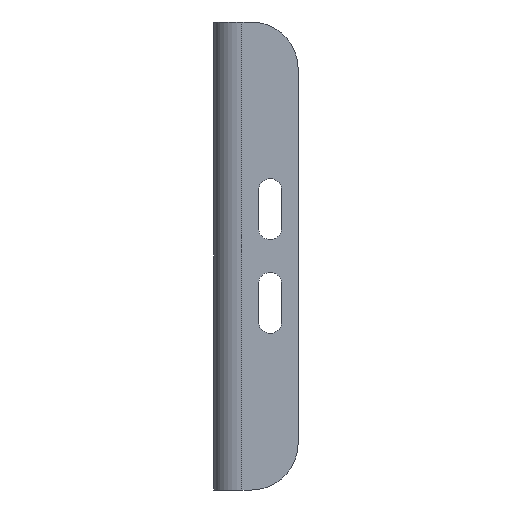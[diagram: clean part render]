
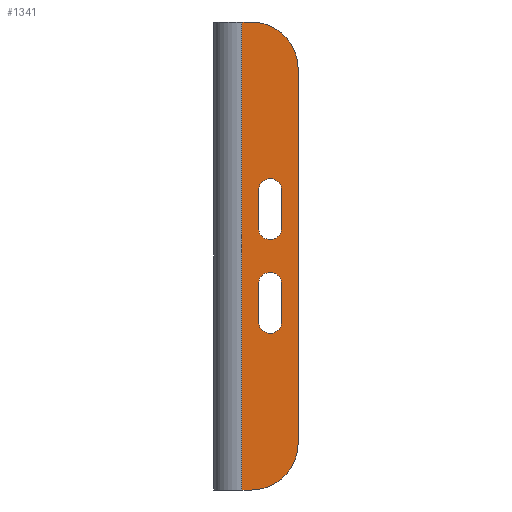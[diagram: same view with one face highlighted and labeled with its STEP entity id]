
A CAD part, left-side view. The second image highlights one B-rep face of the part: STEP entity #1341.
In plain terms, the highlighted planar face has unit normal (-1, 0, 0).
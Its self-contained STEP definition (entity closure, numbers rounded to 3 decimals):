
#3 = ORIENTED_EDGE ( 'NONE', *, *, #1075, .T. ) ;
#10 = VERTEX_POINT ( 'NONE', #1713 ) ;
#13 = VERTEX_POINT ( 'NONE', #228 ) ;
#15 = CIRCLE ( 'NONE', #500, 2.5 ) ;
#18 = AXIS2_PLACEMENT_3D ( 'NONE', #1451, #1281, #880 ) ;
#19 = ORIENTED_EDGE ( 'NONE', *, *, #85, .F. ) ;
#33 = CARTESIAN_POINT ( 'NONE',  ( -85.5, 8.5, 14. ) ) ;
#63 = VERTEX_POINT ( 'NONE', #1272 ) ;
#75 = EDGE_CURVE ( 'NONE', #569, #473, #1679, .T. ) ;
#77 = ORIENTED_EDGE ( 'NONE', *, *, #1686, .T. ) ;
#81 = FACE_OUTER_BOUND ( 'NONE', #129, .T. ) ;
#83 = CIRCLE ( 'NONE', #782, 2.5 ) ;
#85 = EDGE_CURVE ( 'NONE', #13, #349, #1392, .T. ) ;
#90 = ORIENTED_EDGE ( 'NONE', *, *, #1580, .T. ) ;
#103 = EDGE_LOOP ( 'NONE', ( #725, #90, #1442, #1427, #883 ) ) ;
#115 = LINE ( 'NONE', #1307, #1783 ) ;
#129 = EDGE_LOOP ( 'NONE', ( #19, #1702, #207, #1360, #77, #168 ) ) ;
#133 = EDGE_CURVE ( 'NONE', #1193, #1928, #402, .T. ) ;
#135 = CARTESIAN_POINT ( 'NONE',  ( -85.5, 3.5, -6. ) ) ;
#137 = DIRECTION ( 'NONE',  ( 0., 0., -1. ) ) ;
#165 = CARTESIAN_POINT ( 'NONE',  ( -85.5, 10., 50. ) ) ;
#166 = CIRCLE ( 'NONE', #1261, 2.5 ) ;
#168 = ORIENTED_EDGE ( 'NONE', *, *, #233, .T. ) ;
#188 = VERTEX_POINT ( 'NONE', #568 ) ;
#207 = ORIENTED_EDGE ( 'NONE', *, *, #1607, .F. ) ;
#210 = DIRECTION ( 'NONE',  ( 0., 0., -1. ) ) ;
#218 = LINE ( 'NONE', #1862, #1120 ) ;
#222 = EDGE_CURVE ( 'NONE', #1339, #1286, #576, .T. ) ;
#228 = CARTESIAN_POINT ( 'NONE',  ( -85.5, 0., 40. ) ) ;
#233 = EDGE_CURVE ( 'NONE', #10, #349, #360, .T. ) ;
#237 = CARTESIAN_POINT ( 'NONE',  ( -85.5, 10., -40. ) ) ;
#255 = DIRECTION ( 'NONE',  ( -1., 0., 0. ) ) ;
#272 = DIRECTION ( 'NONE',  ( 0., 0., -1. ) ) ;
#279 = ORIENTED_EDGE ( 'NONE', *, *, #133, .T. ) ;
#307 = DIRECTION ( 'NONE',  ( 0., -1., 0. ) ) ;
#335 = AXIS2_PLACEMENT_3D ( 'NONE', #1468, #1155, #418 ) ;
#336 = DIRECTION ( 'NONE',  ( 0., 0., 1. ) ) ;
#349 = VERTEX_POINT ( 'NONE', #1627 ) ;
#354 = CARTESIAN_POINT ( 'NONE',  ( -85.5, 8.5, -14. ) ) ;
#360 = CIRCLE ( 'NONE', #1481, 10. ) ;
#365 = VERTEX_POINT ( 'NONE', #135 ) ;
#381 = FACE_BOUND ( 'NONE', #103, .T. ) ;
#402 = CIRCLE ( 'NONE', #335, 2.5 ) ;
#414 = CARTESIAN_POINT ( 'NONE',  ( -85.5, 3.5, -14. ) ) ;
#418 = DIRECTION ( 'NONE',  ( 0., 0., 1. ) ) ;
#450 = CARTESIAN_POINT ( 'NONE',  ( -85.5, 15., 50. ) ) ;
#458 = CARTESIAN_POINT ( 'NONE',  ( -85.5, 8.5, -6. ) ) ;
#469 = EDGE_CURVE ( 'NONE', #1928, #1598, #1562, .T. ) ;
#473 = VERTEX_POINT ( 'NONE', #33 ) ;
#479 = VECTOR ( 'NONE', #1116, 1000. ) ;
#499 = DIRECTION ( 'NONE',  ( 0., -1., 0. ) ) ;
#500 = AXIS2_PLACEMENT_3D ( 'NONE', #1831, #1651, #1190 ) ;
#504 = EDGE_CURVE ( 'NONE', #972, #63, #1240, .T. ) ;
#524 = CARTESIAN_POINT ( 'NONE',  ( -85.5, 12., 50. ) ) ;
#532 = VECTOR ( 'NONE', #336, 1000. ) ;
#541 = AXIS2_PLACEMENT_3D ( 'NONE', #1797, #1043, #1656 ) ;
#568 = CARTESIAN_POINT ( 'NONE',  ( -85.5, 6., 3.5 ) ) ;
#569 = VERTEX_POINT ( 'NONE', #1614 ) ;
#573 = VECTOR ( 'NONE', #798, 1000. ) ;
#576 = LINE ( 'NONE', #1457, #991 ) ;
#603 = CARTESIAN_POINT ( 'NONE',  ( -85.5, 6., 6. ) ) ;
#645 = ORIENTED_EDGE ( 'NONE', *, *, #1418, .T. ) ;
#716 = EDGE_CURVE ( 'NONE', #13, #1048, #1858, .T. ) ;
#725 = ORIENTED_EDGE ( 'NONE', *, *, #75, .T. ) ;
#782 = AXIS2_PLACEMENT_3D ( 'NONE', #603, #1659, #137 ) ;
#798 = DIRECTION ( 'NONE',  ( 0., 0., 1. ) ) ;
#880 = DIRECTION ( 'NONE',  ( 0., 0., -1. ) ) ;
#883 = ORIENTED_EDGE ( 'NONE', *, *, #1533, .T. ) ;
#891 = CARTESIAN_POINT ( 'NONE',  ( -85.5, 12., 50. ) ) ;
#908 = ORIENTED_EDGE ( 'NONE', *, *, #1911, .T. ) ;
#909 = CARTESIAN_POINT ( 'NONE',  ( -85.5, 6., -16.5 ) ) ;
#949 = EDGE_LOOP ( 'NONE', ( #908, #645, #279, #1219, #3 ) ) ;
#950 = DIRECTION ( 'NONE',  ( 0., 0., -1. ) ) ;
#972 = VERTEX_POINT ( 'NONE', #891 ) ;
#981 = CARTESIAN_POINT ( 'NONE',  ( -85.5, 3.5, 14. ) ) ;
#991 = VECTOR ( 'NONE', #1288, 1000. ) ;
#1017 = DIRECTION ( 'NONE',  ( 1., 0., 0. ) ) ;
#1029 = VERTEX_POINT ( 'NONE', #414 ) ;
#1043 = DIRECTION ( 'NONE',  ( -1., 0., 0. ) ) ;
#1048 = VERTEX_POINT ( 'NONE', #165 ) ;
#1075 = EDGE_CURVE ( 'NONE', #1598, #365, #166, .T. ) ;
#1116 = DIRECTION ( 'NONE',  ( 0., 0., -1. ) ) ;
#1120 = VECTOR ( 'NONE', #499, 1000. ) ;
#1121 = CARTESIAN_POINT ( 'NONE',  ( -85.5, 8.5, 14. ) ) ;
#1155 = DIRECTION ( 'NONE',  ( 1., 0., 0. ) ) ;
#1190 = DIRECTION ( 'NONE',  ( 0., 0., -1. ) ) ;
#1191 = CARTESIAN_POINT ( 'NONE',  ( -85.5, 6., -6. ) ) ;
#1193 = VERTEX_POINT ( 'NONE', #909 ) ;
#1219 = ORIENTED_EDGE ( 'NONE', *, *, #469, .T. ) ;
#1234 = CARTESIAN_POINT ( 'NONE',  ( -85.5, 3.5, 6. ) ) ;
#1240 = LINE ( 'NONE', #524, #479 ) ;
#1256 = EDGE_CURVE ( 'NONE', #1286, #188, #1804, .T. ) ;
#1261 = AXIS2_PLACEMENT_3D ( 'NONE', #1191, #1512, #1522 ) ;
#1272 = CARTESIAN_POINT ( 'NONE',  ( -85.5, 12., -50. ) ) ;
#1275 = PLANE ( 'NONE',  #18 ) ;
#1281 = DIRECTION ( 'NONE',  ( 1., 0., 0. ) ) ;
#1286 = VERTEX_POINT ( 'NONE', #1234 ) ;
#1288 = DIRECTION ( 'NONE',  ( 0., 0., -1. ) ) ;
#1304 = AXIS2_PLACEMENT_3D ( 'NONE', #1320, #1017, #1310 ) ;
#1307 = CARTESIAN_POINT ( 'NONE',  ( -85.5, 3.5, -14. ) ) ;
#1310 = DIRECTION ( 'NONE',  ( 0., 0., 1. ) ) ;
#1320 = CARTESIAN_POINT ( 'NONE',  ( -85.5, 6., -14. ) ) ;
#1339 = VERTEX_POINT ( 'NONE', #981 ) ;
#1341 = ADVANCED_FACE ( 'NONE', ( #381, #1575, #81 ), #1275, .F. ) ;
#1360 = ORIENTED_EDGE ( 'NONE', *, *, #504, .T. ) ;
#1392 = LINE ( 'NONE', #1722, #1877 ) ;
#1399 = VECTOR ( 'NONE', #307, 1000. ) ;
#1418 = EDGE_CURVE ( 'NONE', #1029, #1193, #1912, .T. ) ;
#1427 = ORIENTED_EDGE ( 'NONE', *, *, #1256, .T. ) ;
#1433 = CARTESIAN_POINT ( 'NONE',  ( -85.5, 6., 6. ) ) ;
#1442 = ORIENTED_EDGE ( 'NONE', *, *, #222, .T. ) ;
#1449 = DIRECTION ( 'NONE',  ( 0., 0., -1. ) ) ;
#1451 = CARTESIAN_POINT ( 'NONE',  ( -85.5, 15., 50. ) ) ;
#1457 = CARTESIAN_POINT ( 'NONE',  ( -85.5, 3.5, 14. ) ) ;
#1468 = CARTESIAN_POINT ( 'NONE',  ( -85.5, 6., -14. ) ) ;
#1481 = AXIS2_PLACEMENT_3D ( 'NONE', #237, #255, #1449 ) ;
#1512 = DIRECTION ( 'NONE',  ( 1., 0., 0. ) ) ;
#1522 = DIRECTION ( 'NONE',  ( 0., 0., 1. ) ) ;
#1533 = EDGE_CURVE ( 'NONE', #188, #569, #83, .T. ) ;
#1562 = LINE ( 'NONE', #354, #573 ) ;
#1575 = FACE_BOUND ( 'NONE', #949, .T. ) ;
#1580 = EDGE_CURVE ( 'NONE', #473, #1339, #15, .T. ) ;
#1598 = VERTEX_POINT ( 'NONE', #458 ) ;
#1607 = EDGE_CURVE ( 'NONE', #972, #1048, #1790, .T. ) ;
#1614 = CARTESIAN_POINT ( 'NONE',  ( -85.5, 8.5, 6. ) ) ;
#1627 = CARTESIAN_POINT ( 'NONE',  ( -85.5, 0., -40. ) ) ;
#1651 = DIRECTION ( 'NONE',  ( 1., 0., 0. ) ) ;
#1656 = DIRECTION ( 'NONE',  ( 0., 0., -1. ) ) ;
#1659 = DIRECTION ( 'NONE',  ( 1., 0., 0. ) ) ;
#1679 = LINE ( 'NONE', #1121, #532 ) ;
#1686 = EDGE_CURVE ( 'NONE', #63, #10, #218, .T. ) ;
#1702 = ORIENTED_EDGE ( 'NONE', *, *, #716, .T. ) ;
#1713 = CARTESIAN_POINT ( 'NONE',  ( -85.5, 10., -50. ) ) ;
#1722 = CARTESIAN_POINT ( 'NONE',  ( -85.5, 0., 50. ) ) ;
#1733 = DIRECTION ( 'NONE',  ( 1., 0., 0. ) ) ;
#1742 = AXIS2_PLACEMENT_3D ( 'NONE', #1433, #1733, #950 ) ;
#1783 = VECTOR ( 'NONE', #272, 1000. ) ;
#1790 = LINE ( 'NONE', #450, #1399 ) ;
#1797 = CARTESIAN_POINT ( 'NONE',  ( -85.5, 10., 40. ) ) ;
#1804 = CIRCLE ( 'NONE', #1742, 2.5 ) ;
#1831 = CARTESIAN_POINT ( 'NONE',  ( -85.5, 6., 14. ) ) ;
#1858 = CIRCLE ( 'NONE', #541, 10. ) ;
#1862 = CARTESIAN_POINT ( 'NONE',  ( -85.5, 15., -50. ) ) ;
#1877 = VECTOR ( 'NONE', #210, 1000. ) ;
#1911 = EDGE_CURVE ( 'NONE', #365, #1029, #115, .T. ) ;
#1912 = CIRCLE ( 'NONE', #1304, 2.5 ) ;
#1928 = VERTEX_POINT ( 'NONE', #1935 ) ;
#1935 = CARTESIAN_POINT ( 'NONE',  ( -85.5, 8.5, -14. ) ) ;
